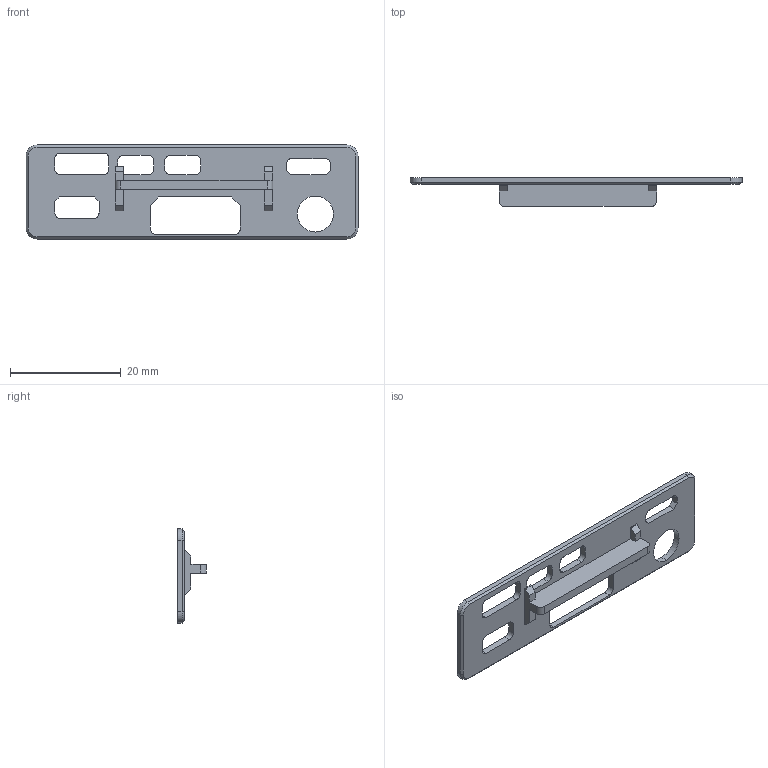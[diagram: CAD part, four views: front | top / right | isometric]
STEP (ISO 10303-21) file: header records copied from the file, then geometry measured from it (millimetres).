
FILE_DESCRIPTION (( 'STEP AP214' ), '1' );
FILE_NAME ('port-panel-3b-3p.STEP', '2024-06-06T04:26:36', ( '' ), ( '' ), 'SwSTEP 2.0', 'SolidWorks 2024', '' );
FILE_SCHEMA (( 'AUTOMOTIVE_DESIGN' ));
Length unit declared in the file: millimetre
Products named in the file (1): port-panel-3b-3p
Bounding box: 60 x 5.2 x 17 mm (x, y, z)
Volume: 1080.8 mm3; surface area: 2096.1 mm2
Topology: 1 solids, 1 shells, 92 faces, 260 edges, 170 vertices
Faces by surface type: plane 62, cylinder 26, cone 4
Entity records: 3012 total; most frequent: CARTESIAN_POINT 523, ORIENTED_EDGE 520, DIRECTION 503, EDGE_CURVE 260, VECTOR 203, LINE 203, VERTEX_POINT 170, AXIS2_PLACEMENT_3D 150
